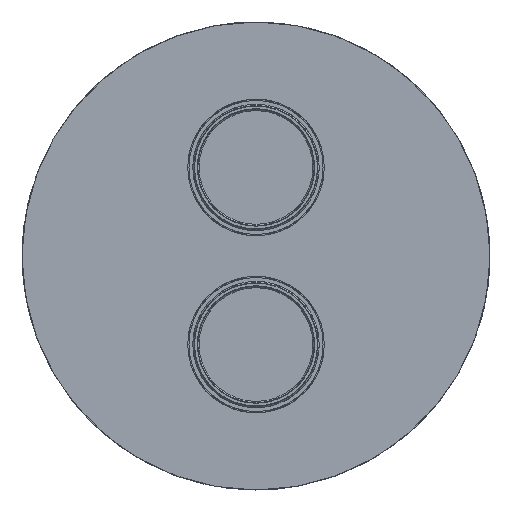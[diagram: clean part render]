
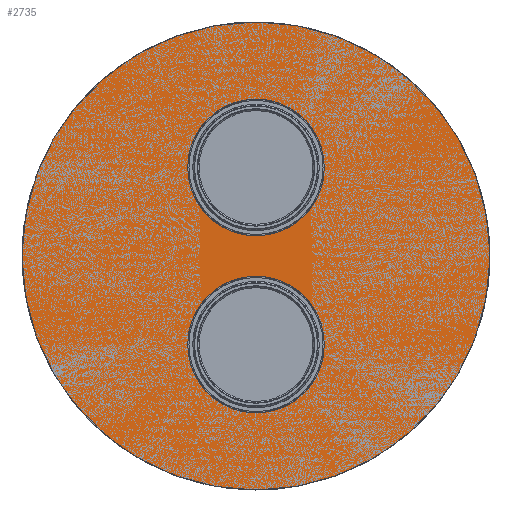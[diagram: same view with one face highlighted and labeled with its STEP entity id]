
A CAD part, top view. The second image highlights one B-rep face of the part: STEP entity #2735.
In plain terms, the highlighted planar face has unit normal (0, 0, -1).
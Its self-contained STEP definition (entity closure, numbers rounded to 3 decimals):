
#2592=CARTESIAN_POINT('Axis2P3D Location',(96.2,131.2,12.7)) ;
#2597=CARTESIAN_POINT('Axis2P3D Location',(0.,35.,12.7)) ;
#2601=CARTESIAN_POINT('Vertex',(0.,-57.5,12.7)) ;
#2603=CARTESIAN_POINT('Vertex',(0.,127.5,12.7)) ;
#2606=CARTESIAN_POINT('Axis2P3D Location',(0.,35.,12.7)) ;
#2616=CARTESIAN_POINT('Control Point',(0.,-27.,12.7)) ;
#2617=CARTESIAN_POINT('Control Point',(2.546,-27.,12.7)) ;
#2618=CARTESIAN_POINT('Control Point',(5.091,-26.7,12.7)) ;
#2619=CARTESIAN_POINT('Control Point',(7.59,-26.1,12.7)) ;
#2620=CARTESIAN_POINT('Control Point',(12.398,-24.322,12.7)) ;
#2621=CARTESIAN_POINT('Control Point',(16.661,-21.476,12.7)) ;
#2622=CARTESIAN_POINT('Control Point',(18.615,-19.807,12.7)) ;
#2623=CARTESIAN_POINT('Control Point',(22.091,-16.039,12.7)) ;
#2624=CARTESIAN_POINT('Control Point',(24.597,-11.567,12.7)) ;
#2625=CARTESIAN_POINT('Control Point',(25.579,-9.193,12.7)) ;
#2626=CARTESIAN_POINT('Control Point',(26.966,-4.257,12.7)) ;
#2627=CARTESIAN_POINT('Control Point',(27.167,0.865,12.7)) ;
#2628=CARTESIAN_POINT('Control Point',(26.964,3.427,12.7)) ;
#2629=CARTESIAN_POINT('Control Point',(25.958,8.453,12.7)) ;
#2630=CARTESIAN_POINT('Control Point',(23.811,13.108,12.7)) ;
#2631=CARTESIAN_POINT('Control Point',(22.467,15.298,12.7)) ;
#2632=CARTESIAN_POINT('Control Point',(19.288,19.32,12.7)) ;
#2633=CARTESIAN_POINT('Control Point',(15.261,22.492,12.7)) ;
#2634=CARTESIAN_POINT('Control Point',(13.069,23.833,12.7)) ;
#2635=CARTESIAN_POINT('Control Point',(9.192,25.613,12.7)) ;
#2636=CARTESIAN_POINT('Control Point',(5.059,26.603,12.7)) ;
#2637=CARTESIAN_POINT('Control Point',(3.382,26.868,12.7)) ;
#2638=CARTESIAN_POINT('Control Point',(1.691,27.,12.7)) ;
#2639=CARTESIAN_POINT('Control Point',(0.,27.,12.7)) ;
#2640=CARTESIAN_POINT('Vertex',(0.,-27.,12.7)) ;
#2642=CARTESIAN_POINT('Vertex',(0.,27.,12.7)) ;
#2646=CARTESIAN_POINT('Control Point',(0.,27.,12.7)) ;
#2647=CARTESIAN_POINT('Control Point',(-2.546,27.,12.7)) ;
#2648=CARTESIAN_POINT('Control Point',(-5.091,26.7,12.7)) ;
#2649=CARTESIAN_POINT('Control Point',(-7.59,26.1,12.7)) ;
#2650=CARTESIAN_POINT('Control Point',(-12.398,24.322,12.7)) ;
#2651=CARTESIAN_POINT('Control Point',(-16.661,21.476,12.7)) ;
#2652=CARTESIAN_POINT('Control Point',(-18.615,19.807,12.7)) ;
#2653=CARTESIAN_POINT('Control Point',(-22.091,16.039,12.7)) ;
#2654=CARTESIAN_POINT('Control Point',(-24.597,11.567,12.7)) ;
#2655=CARTESIAN_POINT('Control Point',(-25.579,9.193,12.7)) ;
#2656=CARTESIAN_POINT('Control Point',(-26.966,4.257,12.7)) ;
#2657=CARTESIAN_POINT('Control Point',(-27.167,-0.865,12.7)) ;
#2658=CARTESIAN_POINT('Control Point',(-26.964,-3.427,12.7)) ;
#2659=CARTESIAN_POINT('Control Point',(-25.958,-8.453,12.7)) ;
#2660=CARTESIAN_POINT('Control Point',(-23.811,-13.108,12.7)) ;
#2661=CARTESIAN_POINT('Control Point',(-22.467,-15.298,12.7)) ;
#2662=CARTESIAN_POINT('Control Point',(-19.288,-19.32,12.7)) ;
#2663=CARTESIAN_POINT('Control Point',(-15.261,-22.492,12.7)) ;
#2664=CARTESIAN_POINT('Control Point',(-13.069,-23.833,12.7)) ;
#2665=CARTESIAN_POINT('Control Point',(-9.192,-25.613,12.7)) ;
#2666=CARTESIAN_POINT('Control Point',(-5.059,-26.603,12.7)) ;
#2667=CARTESIAN_POINT('Control Point',(-3.382,-26.868,12.7)) ;
#2668=CARTESIAN_POINT('Control Point',(-1.691,-27.,12.7)) ;
#2669=CARTESIAN_POINT('Control Point',(0.,-27.,12.7)) ;
#2676=CARTESIAN_POINT('Control Point',(0.,43.,12.7)) ;
#2677=CARTESIAN_POINT('Control Point',(2.546,43.,12.7)) ;
#2678=CARTESIAN_POINT('Control Point',(5.091,43.3,12.7)) ;
#2679=CARTESIAN_POINT('Control Point',(7.59,43.9,12.7)) ;
#2680=CARTESIAN_POINT('Control Point',(12.398,45.678,12.7)) ;
#2681=CARTESIAN_POINT('Control Point',(16.661,48.524,12.7)) ;
#2682=CARTESIAN_POINT('Control Point',(18.615,50.193,12.7)) ;
#2683=CARTESIAN_POINT('Control Point',(22.091,53.961,12.7)) ;
#2684=CARTESIAN_POINT('Control Point',(24.597,58.433,12.7)) ;
#2685=CARTESIAN_POINT('Control Point',(25.579,60.807,12.7)) ;
#2686=CARTESIAN_POINT('Control Point',(26.966,65.743,12.7)) ;
#2687=CARTESIAN_POINT('Control Point',(27.167,70.865,12.7)) ;
#2688=CARTESIAN_POINT('Control Point',(26.964,73.427,12.7)) ;
#2689=CARTESIAN_POINT('Control Point',(25.958,78.453,12.7)) ;
#2690=CARTESIAN_POINT('Control Point',(23.811,83.108,12.7)) ;
#2691=CARTESIAN_POINT('Control Point',(22.467,85.298,12.7)) ;
#2692=CARTESIAN_POINT('Control Point',(19.288,89.32,12.7)) ;
#2693=CARTESIAN_POINT('Control Point',(15.261,92.492,12.7)) ;
#2694=CARTESIAN_POINT('Control Point',(13.069,93.833,12.7)) ;
#2695=CARTESIAN_POINT('Control Point',(9.192,95.613,12.7)) ;
#2696=CARTESIAN_POINT('Control Point',(5.059,96.603,12.7)) ;
#2697=CARTESIAN_POINT('Control Point',(3.382,96.868,12.7)) ;
#2698=CARTESIAN_POINT('Control Point',(1.691,97.,12.7)) ;
#2699=CARTESIAN_POINT('Control Point',(0.,97.,12.7)) ;
#2700=CARTESIAN_POINT('Vertex',(0.,43.,12.7)) ;
#2702=CARTESIAN_POINT('Vertex',(0.,97.,12.7)) ;
#2706=CARTESIAN_POINT('Control Point',(0.,97.,12.7)) ;
#2707=CARTESIAN_POINT('Control Point',(-2.546,97.,12.7)) ;
#2708=CARTESIAN_POINT('Control Point',(-5.091,96.7,12.7)) ;
#2709=CARTESIAN_POINT('Control Point',(-7.59,96.1,12.7)) ;
#2710=CARTESIAN_POINT('Control Point',(-12.398,94.322,12.7)) ;
#2711=CARTESIAN_POINT('Control Point',(-16.661,91.476,12.7)) ;
#2712=CARTESIAN_POINT('Control Point',(-18.615,89.807,12.7)) ;
#2713=CARTESIAN_POINT('Control Point',(-22.091,86.039,12.7)) ;
#2714=CARTESIAN_POINT('Control Point',(-24.597,81.567,12.7)) ;
#2715=CARTESIAN_POINT('Control Point',(-25.579,79.193,12.7)) ;
#2716=CARTESIAN_POINT('Control Point',(-26.966,74.257,12.7)) ;
#2717=CARTESIAN_POINT('Control Point',(-27.167,69.135,12.7)) ;
#2718=CARTESIAN_POINT('Control Point',(-26.964,66.573,12.7)) ;
#2719=CARTESIAN_POINT('Control Point',(-25.958,61.547,12.7)) ;
#2720=CARTESIAN_POINT('Control Point',(-23.811,56.892,12.7)) ;
#2721=CARTESIAN_POINT('Control Point',(-22.467,54.702,12.7)) ;
#2722=CARTESIAN_POINT('Control Point',(-19.288,50.68,12.7)) ;
#2723=CARTESIAN_POINT('Control Point',(-15.261,47.508,12.7)) ;
#2724=CARTESIAN_POINT('Control Point',(-13.069,46.167,12.7)) ;
#2725=CARTESIAN_POINT('Control Point',(-9.192,44.387,12.7)) ;
#2726=CARTESIAN_POINT('Control Point',(-5.059,43.397,12.7)) ;
#2727=CARTESIAN_POINT('Control Point',(-3.382,43.132,12.7)) ;
#2728=CARTESIAN_POINT('Control Point',(-1.691,43.,12.7)) ;
#2729=CARTESIAN_POINT('Control Point',(0.,43.,12.7)) ;
#2593=DIRECTION('Axis2P3D Direction',(0.,0.,-1.)) ;
#2594=DIRECTION('Axis2P3D XDirection',(1.,0.,0.)) ;
#2598=DIRECTION('Axis2P3D Direction',(0.,0.,-1.)) ;
#2607=DIRECTION('Axis2P3D Direction',(0.,0.,-1.)) ;
#2595=AXIS2_PLACEMENT_3D('Plane Axis2P3D',#2592,#2593,#2594) ;
#2599=AXIS2_PLACEMENT_3D('Circle Axis2P3D',#2597,#2598,$) ;
#2608=AXIS2_PLACEMENT_3D('Circle Axis2P3D',#2606,#2607,$) ;
#2600=CIRCLE('generated circle',#2599,92.5) ;
#2609=CIRCLE('generated circle',#2608,92.5) ;
#2596=PLANE('',#2595) ;
#2674=FACE_BOUND('',#2671,.T.) ;
#2734=FACE_BOUND('',#2731,.T.) ;
#2605=EDGE_CURVE('',#2602,#2604,#2600,.T.) ;
#2610=EDGE_CURVE('',#2604,#2602,#2609,.T.) ;
#2644=EDGE_CURVE('',#2641,#2643,#2615,.T.) ;
#2670=EDGE_CURVE('',#2643,#2641,#2645,.T.) ;
#2704=EDGE_CURVE('',#2701,#2703,#2675,.T.) ;
#2730=EDGE_CURVE('',#2703,#2701,#2705,.T.) ;
#2612=ORIENTED_EDGE('',*,*,#2605,.T.) ;
#2613=ORIENTED_EDGE('',*,*,#2610,.T.) ;
#2672=ORIENTED_EDGE('',*,*,#2644,.T.) ;
#2673=ORIENTED_EDGE('',*,*,#2670,.T.) ;
#2732=ORIENTED_EDGE('',*,*,#2704,.T.) ;
#2733=ORIENTED_EDGE('',*,*,#2730,.T.) ;
#2611=EDGE_LOOP('',(#2612,#2613)) ;
#2671=EDGE_LOOP('',(#2672,#2673)) ;
#2731=EDGE_LOOP('',(#2732,#2733)) ;
#2602=VERTEX_POINT('',#2601) ;
#2604=VERTEX_POINT('',#2603) ;
#2641=VERTEX_POINT('',#2640) ;
#2643=VERTEX_POINT('',#2642) ;
#2701=VERTEX_POINT('',#2700) ;
#2703=VERTEX_POINT('',#2702) ;
#2735=ADVANCED_FACE('    MSBR6',(#2614,#2674,#2734),#2596,.T.) ;
#2615=B_SPLINE_CURVE_WITH_KNOTS('',5,(#2616,#2617,#2618,#2619,#2620,#2621,#2622,#2623,#2624,#2625,#2626,#2627,#2628,#2629,#2630,#2631,#2632,#2633,#2634,#2635,#2636,#2637,#2638,#2639),.UNSPECIFIED.,.F.,.U.,(6,3,3,3,3,3,3,6),(0.,18.,36.,54.,71.999,89.999,107.999,119.957),.UNSPECIFIED.) ;
#2645=B_SPLINE_CURVE_WITH_KNOTS('',5,(#2646,#2647,#2648,#2649,#2650,#2651,#2652,#2653,#2654,#2655,#2656,#2657,#2658,#2659,#2660,#2661,#2662,#2663,#2664,#2665,#2666,#2667,#2668,#2669),.UNSPECIFIED.,.F.,.U.,(6,3,3,3,3,3,3,6),(0.,18.,36.,54.,71.999,89.999,107.999,119.957),.UNSPECIFIED.) ;
#2675=B_SPLINE_CURVE_WITH_KNOTS('',5,(#2676,#2677,#2678,#2679,#2680,#2681,#2682,#2683,#2684,#2685,#2686,#2687,#2688,#2689,#2690,#2691,#2692,#2693,#2694,#2695,#2696,#2697,#2698,#2699),.UNSPECIFIED.,.F.,.U.,(6,3,3,3,3,3,3,6),(0.,18.,36.,54.,71.999,89.999,107.999,119.957),.UNSPECIFIED.) ;
#2705=B_SPLINE_CURVE_WITH_KNOTS('',5,(#2706,#2707,#2708,#2709,#2710,#2711,#2712,#2713,#2714,#2715,#2716,#2717,#2718,#2719,#2720,#2721,#2722,#2723,#2724,#2725,#2726,#2727,#2728,#2729),.UNSPECIFIED.,.F.,.U.,(6,3,3,3,3,3,3,6),(0.,18.,36.,54.,71.999,89.999,107.999,119.957),.UNSPECIFIED.) ;
#2614=FACE_OUTER_BOUND('',#2611,.T.) ;
